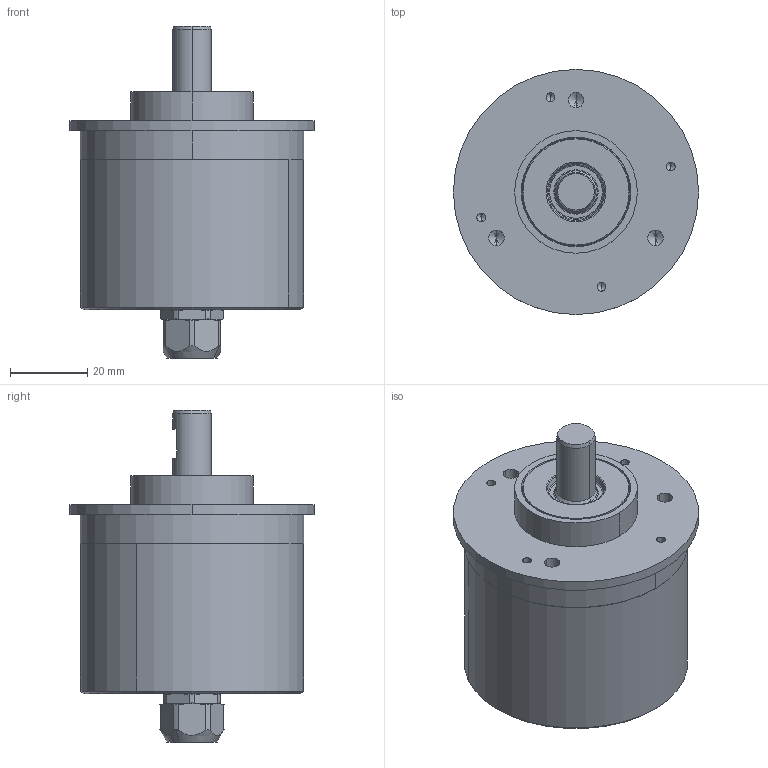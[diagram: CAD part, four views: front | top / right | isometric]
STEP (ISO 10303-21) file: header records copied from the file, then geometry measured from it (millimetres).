
FILE_DESCRIPTION((''),'2;1');
FILE_NAME('583597','2010-11-10T',('se2802'),(''),'PRO/ENGINEER BY PARAMETRIC TECHNOLOGY CORPORATION, 2010180','PRO/ENGINEER BY PARAMETRIC TECHNOLOGY CORPORATION, 2010180','');
FILE_SCHEMA(('CONFIG_CONTROL_DESIGN'));
Length unit declared in the file: millimetre
Products named in the file (1): 583597
Bounding box: 63.5 x 63.5 x 86 mm (x, y, z)
Volume: 80085 mm3; surface area: 40338 mm2
Topology: 1 solids, 1 shells, 1244 faces, 3531 edges, 2280 vertices
Faces by surface type: plane 399, cylinder 361, extrusion 324, cone 96, torus 58, sphere 6
Entity records: 45598 total; most frequent: CARTESIAN_POINT 13942, ORIENTED_EDGE 7030, DIRECTION 5939, EDGE_CURVE 3515, VERTEX_POINT 2280, AXIS2_PLACEMENT_3D 2098, VECTOR 1743, LINE 1419
